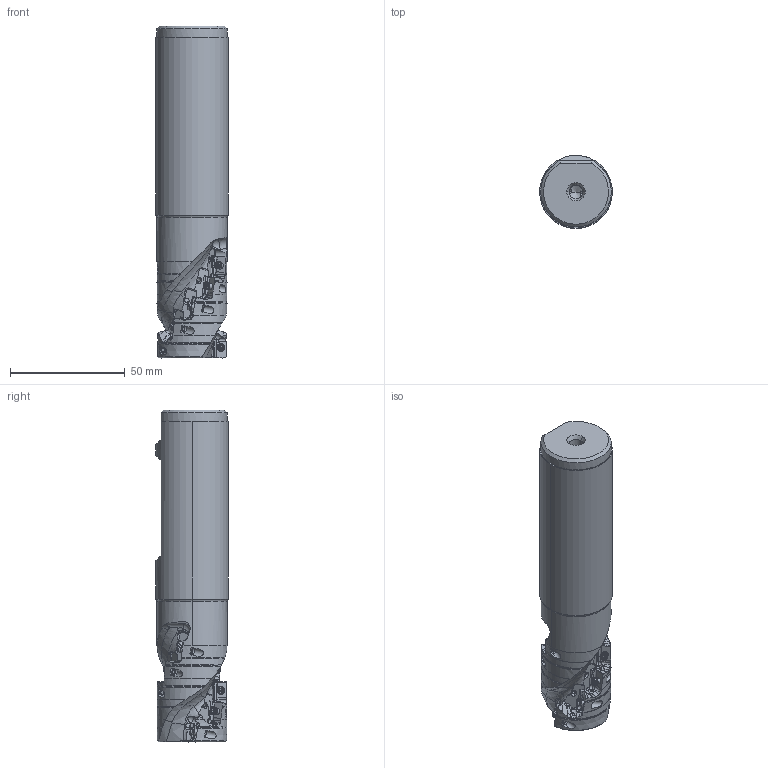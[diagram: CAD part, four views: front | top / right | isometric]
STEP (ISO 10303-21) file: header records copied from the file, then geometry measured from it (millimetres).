
FILE_DESCRIPTION(/* description */ (''),/* implementation_level */ '2;1');
FILE_NAME(/* name */ 'APX3KUR202FA20M18A10.stp',/* time_stamp */ '2021-09-08T11:44:49+09:00',/* author */ (''),/* organization */ (''),/* preprocessor_version */ 'ST-DEVELOPER v16',/* originating_system */ 'SIEMENS PLM Software NX 10.0',/* authorisation */ '');
FILE_SCHEMA (('AUTOMOTIVE_DESIGN { 1 0 10303 214 3 1 1 1 }'));
Products named in the file (1): APX3KUR202FA20M18A10_ASM_ASM
Bounding box: 31.75 x 31.75 x 144.95 mm (x, y, z)
Volume: 95915.5 mm3; surface area: 20275.7 mm2
Topology: 11 solids, 11 shells, 1061 faces, 3089 edges, 2072 vertices
Faces by surface type: cylinder 479, plane 275, cone 105, torus 94, sphere 72, bspline 36
Entity records: 49217 total; most frequent: CARTESIAN_POINT 21910, ORIENTED_EDGE 6086, DIRECTION 5209, EDGE_CURVE 3043, AXIS2_PLACEMENT_3D 2181, VERTEX_POINT 2025, EDGE_LOOP 1122, B_SPLINE_CURVE_WITH_KNOTS 1089
